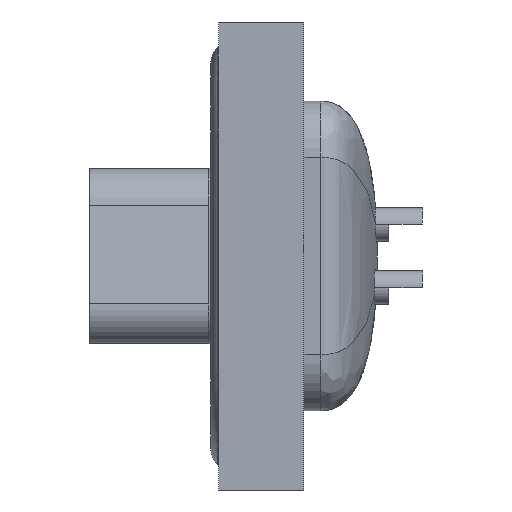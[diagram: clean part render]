
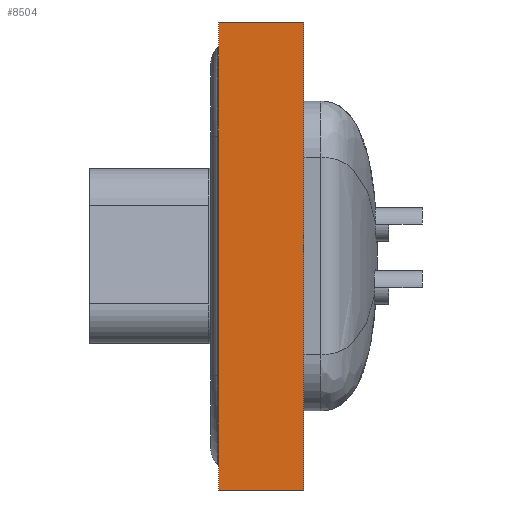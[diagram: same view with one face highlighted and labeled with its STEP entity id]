
A CAD part, left-side view. The second image highlights one B-rep face of the part: STEP entity #8504.
In plain terms, the highlighted planar face has unit normal (-1, 0, 0).
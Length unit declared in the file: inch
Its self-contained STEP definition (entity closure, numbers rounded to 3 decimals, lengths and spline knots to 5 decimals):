
#318 = PLANE ( 'NONE',  #779 ) ;
#779 = AXIS2_PLACEMENT_3D ( 'NONE', #14724, #18377, #18528 ) ;
#788 = EDGE_LOOP ( 'NONE', ( #1160, #7001, #6262, #18165 ) ) ;
#1160 = ORIENTED_EDGE ( 'NONE', *, *, #14282, .F. ) ;
#2568 = LINE ( 'NONE', #17824, #7638 ) ;
#2673 = DIRECTION ( 'NONE',  ( 0., -1., 0. ) ) ;
#2930 = CARTESIAN_POINT ( 'NONE',  ( -0.77559, -0.07579, 0.41535 ) ) ;
#3948 = LINE ( 'NONE', #12074, #9016 ) ;
#5008 = FACE_OUTER_BOUND ( 'NONE', #788, .T. ) ;
#5707 = VERTEX_POINT ( 'NONE', #16134 ) ;
#6262 = ORIENTED_EDGE ( 'NONE', *, *, #22435, .T. ) ;
#7001 = ORIENTED_EDGE ( 'NONE', *, *, #22329, .T. ) ;
#7638 = VECTOR ( 'NONE', #12523, 39.37008 ) ;
#8504 = ADVANCED_FACE ( 'NONE', ( #5008 ), #318, .F. ) ;
#9016 = VECTOR ( 'NONE', #17671, 39.37008 ) ;
#9549 = LINE ( 'NONE', #22811, #9789 ) ;
#9789 = VECTOR ( 'NONE', #2673, 39.37008 ) ;
#10026 = CARTESIAN_POINT ( 'NONE',  ( -0.77559, -0.07579, -0.41535 ) ) ;
#12074 = CARTESIAN_POINT ( 'NONE',  ( -0.77559, 0.07579, 0.41535 ) ) ;
#12523 = DIRECTION ( 'NONE',  ( 0., 0., 1. ) ) ;
#13596 = CARTESIAN_POINT ( 'NONE',  ( -0.77559, 0.07579, 0.41535 ) ) ;
#13952 = DIRECTION ( 'NONE',  ( 0., 0., 1. ) ) ;
#14213 = VERTEX_POINT ( 'NONE', #2930 ) ;
#14282 = EDGE_CURVE ( 'NONE', #5707, #21776, #2568, .T. ) ;
#14516 = VERTEX_POINT ( 'NONE', #10026 ) ;
#14724 = CARTESIAN_POINT ( 'NONE',  ( -0.77559, 0.07579, -0.41535 ) ) ;
#15163 = EDGE_CURVE ( 'NONE', #14213, #21776, #3948, .T. ) ;
#16134 = CARTESIAN_POINT ( 'NONE',  ( -0.77559, 0.07579, -0.41535 ) ) ;
#17403 = VECTOR ( 'NONE', #13952, 39.37008 ) ;
#17671 = DIRECTION ( 'NONE',  ( 0., 1., 0. ) ) ;
#17824 = CARTESIAN_POINT ( 'NONE',  ( -0.77559, 0.07579, -0.41535 ) ) ;
#17962 = LINE ( 'NONE', #23197, #17403 ) ;
#18165 = ORIENTED_EDGE ( 'NONE', *, *, #15163, .T. ) ;
#18377 = DIRECTION ( 'NONE',  ( 1., 0., 0. ) ) ;
#18528 = DIRECTION ( 'NONE',  ( 0., 0., -1. ) ) ;
#21776 = VERTEX_POINT ( 'NONE', #13596 ) ;
#22329 = EDGE_CURVE ( 'NONE', #5707, #14516, #9549, .T. ) ;
#22435 = EDGE_CURVE ( 'NONE', #14516, #14213, #17962, .T. ) ;
#22811 = CARTESIAN_POINT ( 'NONE',  ( -0.77559, 0.07579, -0.41535 ) ) ;
#23197 = CARTESIAN_POINT ( 'NONE',  ( -0.77559, -0.07579, 0.41535 ) ) ;
